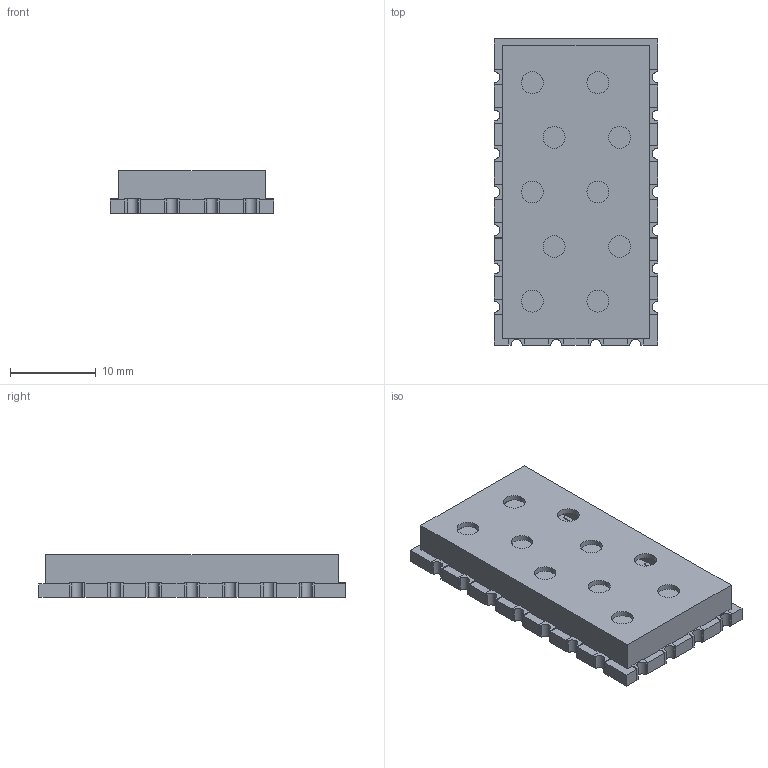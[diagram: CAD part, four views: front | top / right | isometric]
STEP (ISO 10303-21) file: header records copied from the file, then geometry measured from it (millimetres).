
FILE_DESCRIPTION(('FreeCAD Model'),'2;1');
FILE_NAME('Open CASCADE Shape Model','2022-04-06T20:53:19',( 'kicad StepUp'),('ksu MCAD'),'Open CASCADE STEP processor 7.5', 'FreeCAD','Unknown');
FILE_SCHEMA(('AUTOMOTIVE_DESIGN { 1 0 10303 214 1 1 1 1 }'));
Length unit declared in the file: millimetre
Products named in the file (1): DRA818V
Bounding box: 19 x 35.6 x 5 mm (x, y, z)
Volume: 1471.1 mm3; surface area: 3264.3 mm2
Topology: 1 solids, 1 shells, 447 faces, 1201 edges, 730 vertices
Faces by surface type: plane 419, cylinder 28
Full cylindrical faces by diameter (mm): 2.54 x10
Entity records: 16701 total; most frequent: ORIENTED_EDGE 2402, CARTESIAN_POINT 2379, DIRECTION 2153, EDGE_CURVE 1201, LINE 1145, VECTOR 1145, VERTEX_POINT 730, AXIS2_PLACEMENT_3D 504
